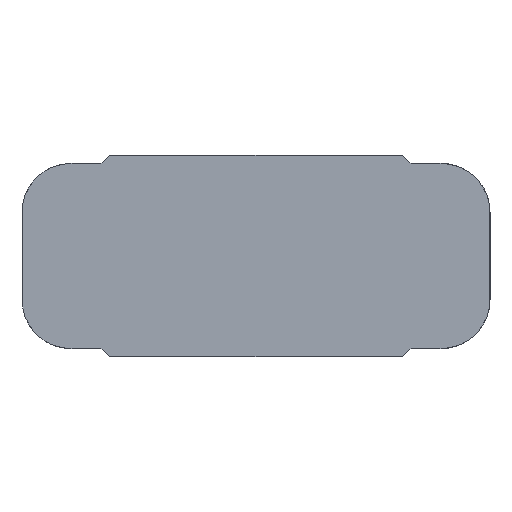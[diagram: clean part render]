
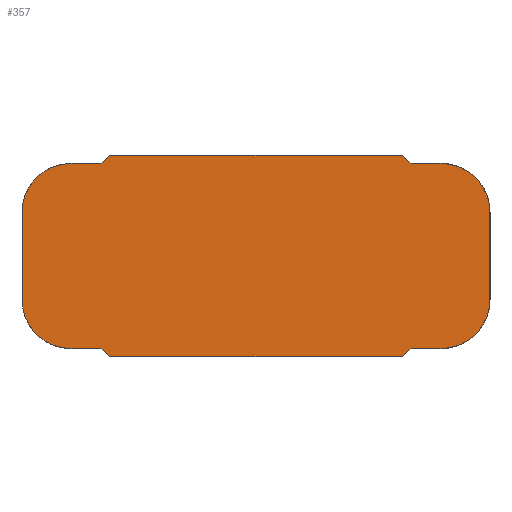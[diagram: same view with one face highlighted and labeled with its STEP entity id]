
A CAD part, front view. The second image highlights one B-rep face of the part: STEP entity #357.
In plain terms, the highlighted planar face has unit normal (0, -1, 0).
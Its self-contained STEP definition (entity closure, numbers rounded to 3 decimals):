
#1 = DIRECTION ( 'NONE',  ( 1., 0., 0. ) ) ;
#44 = LINE ( 'NONE', #1070, #1287 ) ;
#47 = EDGE_CURVE ( 'NONE', #1089, #402, #1491, .T. ) ;
#95 = CARTESIAN_POINT ( 'NONE',  ( -13.425, 0., -9.25 ) ) ;
#105 = VECTOR ( 'NONE', #968, 1000. ) ;
#118 = LINE ( 'NONE', #1549, #1496 ) ;
#142 = CARTESIAN_POINT ( 'NONE',  ( 17., 0., 4. ) ) ;
#143 = ORIENTED_EDGE ( 'NONE', *, *, #420, .T. ) ;
#150 = LINE ( 'NONE', #257, #878 ) ;
#154 = VERTEX_POINT ( 'NONE', #1589 ) ;
#162 = ORIENTED_EDGE ( 'NONE', *, *, #1432, .T. ) ;
#175 = CARTESIAN_POINT ( 'NONE',  ( -10.679, 0., 11.747 ) ) ;
#184 = ORIENTED_EDGE ( 'NONE', *, *, #854, .T. ) ;
#193 = EDGE_CURVE ( 'NONE', #402, #328, #1452, .T. ) ;
#200 = VECTOR ( 'NONE', #506, 1000. ) ;
#206 = LINE ( 'NONE', #1161, #1573 ) ;
#215 = VECTOR ( 'NONE', #919, 1000. ) ;
#219 = EDGE_CURVE ( 'NONE', #290, #1201, #630, .T. ) ;
#245 = DIRECTION ( 'NONE',  ( 1., 0., 0. ) ) ;
#252 = CARTESIAN_POINT ( 'NONE',  ( 21.5, 0., -4. ) ) ;
#257 = CARTESIAN_POINT ( 'NONE',  ( 0., 0., 9.25 ) ) ;
#259 = CARTESIAN_POINT ( 'NONE',  ( 13.425, 0., -9.25 ) ) ;
#261 = DIRECTION ( 'NONE',  ( 0., 0., 1. ) ) ;
#269 = CARTESIAN_POINT ( 'NONE',  ( 0., 0., 8.5 ) ) ;
#273 = VECTOR ( 'NONE', #1235, 1000. ) ;
#280 = FACE_OUTER_BOUND ( 'NONE', #917, .T. ) ;
#288 = VECTOR ( 'NONE', #767, 1000. ) ;
#290 = VERTEX_POINT ( 'NONE', #887 ) ;
#291 = CARTESIAN_POINT ( 'NONE',  ( 17., 0., -4. ) ) ;
#310 = DIRECTION ( 'NONE',  ( 0., -1., 0. ) ) ;
#322 = VECTOR ( 'NONE', #1086, 1000. ) ;
#327 = VERTEX_POINT ( 'NONE', #646 ) ;
#328 = VERTEX_POINT ( 'NONE', #1428 ) ;
#330 = CARTESIAN_POINT ( 'NONE',  ( 14.25, 0., -8.5 ) ) ;
#350 = EDGE_CURVE ( 'NONE', #154, #327, #537, .T. ) ;
#357 = ADVANCED_FACE ( 'NONE', ( #280 ), #1141, .F. ) ;
#378 = EDGE_CURVE ( 'NONE', #1355, #834, #1674, .T. ) ;
#402 = VERTEX_POINT ( 'NONE', #252 ) ;
#410 = ORIENTED_EDGE ( 'NONE', *, *, #1379, .T. ) ;
#415 = VERTEX_POINT ( 'NONE', #1148 ) ;
#420 = EDGE_CURVE ( 'NONE', #1078, #628, #118, .T. ) ;
#432 = AXIS2_PLACEMENT_3D ( 'NONE', #291, #795, #1319 ) ;
#455 = VERTEX_POINT ( 'NONE', #873 ) ;
#463 = LINE ( 'NONE', #471, #105 ) ;
#471 = CARTESIAN_POINT ( 'NONE',  ( 0., 0., -9.25 ) ) ;
#491 = CARTESIAN_POINT ( 'NONE',  ( 13.425, 0., 9.25 ) ) ;
#506 = DIRECTION ( 'NONE',  ( -0.74, 0., -0.673 ) ) ;
#537 = LINE ( 'NONE', #905, #215 ) ;
#550 = ORIENTED_EDGE ( 'NONE', *, *, #219, .F. ) ;
#573 = VECTOR ( 'NONE', #1645, 1000. ) ;
#575 = CARTESIAN_POINT ( 'NONE',  ( -17., 0., 4. ) ) ;
#584 = CARTESIAN_POINT ( 'NONE',  ( -21.5, 0., 4. ) ) ;
#628 = VERTEX_POINT ( 'NONE', #1646 ) ;
#630 = LINE ( 'NONE', #269, #288 ) ;
#636 = DIRECTION ( 'NONE',  ( 0., 1., 0. ) ) ;
#642 = CIRCLE ( 'NONE', #1352, 4.5 ) ;
#646 = CARTESIAN_POINT ( 'NONE',  ( -14.25, 0., 8.5 ) ) ;
#683 = DIRECTION ( 'NONE',  ( 0.74, 0., 0.673 ) ) ;
#706 = DIRECTION ( 'NONE',  ( 0., 0., 1. ) ) ;
#716 = EDGE_CURVE ( 'NONE', #1355, #328, #206, .T. ) ;
#738 = LINE ( 'NONE', #1380, #573 ) ;
#754 = CARTESIAN_POINT ( 'NONE',  ( 0., 0., 0. ) ) ;
#767 = DIRECTION ( 'NONE',  ( 1., 0., 0. ) ) ;
#795 = DIRECTION ( 'NONE',  ( 0., 1., 0. ) ) ;
#819 = ORIENTED_EDGE ( 'NONE', *, *, #1264, .F. ) ;
#823 = ORIENTED_EDGE ( 'NONE', *, *, #193, .F. ) ;
#829 = DIRECTION ( 'NONE',  ( 0., -1., 0. ) ) ;
#834 = VERTEX_POINT ( 'NONE', #259 ) ;
#847 = CARTESIAN_POINT ( 'NONE',  ( -17., 0., -4. ) ) ;
#850 = CARTESIAN_POINT ( 'NONE',  ( -13.425, 0., 9.25 ) ) ;
#854 = EDGE_CURVE ( 'NONE', #1089, #1201, #642, .T. ) ;
#873 = CARTESIAN_POINT ( 'NONE',  ( -14.25, 0., -8.5 ) ) ;
#878 = VECTOR ( 'NONE', #1, 1000. ) ;
#885 = DIRECTION ( 'NONE',  ( 0., -1., 0. ) ) ;
#887 = CARTESIAN_POINT ( 'NONE',  ( 14.25, 0., 8.5 ) ) ;
#905 = CARTESIAN_POINT ( 'NONE',  ( 0., 0., 8.5 ) ) ;
#917 = EDGE_LOOP ( 'NONE', ( #1484, #1301, #1583, #1623, #823, #1411, #184, #550, #1208, #819, #1105, #994, #410, #143, #162, #1156 ) ) ;
#919 = DIRECTION ( 'NONE',  ( 1., 0., 0. ) ) ;
#963 = LINE ( 'NONE', #1502, #273 ) ;
#968 = DIRECTION ( 'NONE',  ( 1., 0., 0. ) ) ;
#978 = DIRECTION ( 'NONE',  ( 0., 0., 1. ) ) ;
#994 = ORIENTED_EDGE ( 'NONE', *, *, #350, .F. ) ;
#1000 = EDGE_CURVE ( 'NONE', #327, #1510, #1327, .T. ) ;
#1002 = CIRCLE ( 'NONE', #1087, 4.5 ) ;
#1003 = EDGE_CURVE ( 'NONE', #290, #1129, #44, .T. ) ;
#1070 = CARTESIAN_POINT ( 'NONE',  ( 10.679, 0., 11.747 ) ) ;
#1078 = VERTEX_POINT ( 'NONE', #584 ) ;
#1086 = DIRECTION ( 'NONE',  ( 0., 0., -1. ) ) ;
#1087 = AXIS2_PLACEMENT_3D ( 'NONE', #847, #310, #978 ) ;
#1089 = VERTEX_POINT ( 'NONE', #1239 ) ;
#1099 = EDGE_CURVE ( 'NONE', #1222, #834, #463, .T. ) ;
#1105 = ORIENTED_EDGE ( 'NONE', *, *, #1000, .F. ) ;
#1109 = CARTESIAN_POINT ( 'NONE',  ( 17., 0., 8.5 ) ) ;
#1127 = EDGE_CURVE ( 'NONE', #415, #455, #738, .T. ) ;
#1129 = VERTEX_POINT ( 'NONE', #491 ) ;
#1141 = PLANE ( 'NONE',  #1207 ) ;
#1148 = CARTESIAN_POINT ( 'NONE',  ( -17., 0., -8.5 ) ) ;
#1156 = ORIENTED_EDGE ( 'NONE', *, *, #1127, .T. ) ;
#1161 = CARTESIAN_POINT ( 'NONE',  ( 0., 0., -8.5 ) ) ;
#1201 = VERTEX_POINT ( 'NONE', #1109 ) ;
#1207 = AXIS2_PLACEMENT_3D ( 'NONE', #754, #636, #261 ) ;
#1208 = ORIENTED_EDGE ( 'NONE', *, *, #1003, .T. ) ;
#1222 = VERTEX_POINT ( 'NONE', #95 ) ;
#1235 = DIRECTION ( 'NONE',  ( 0.74, 0., -0.673 ) ) ;
#1239 = CARTESIAN_POINT ( 'NONE',  ( 21.5, 0., 4. ) ) ;
#1264 = EDGE_CURVE ( 'NONE', #1510, #1129, #150, .T. ) ;
#1270 = CIRCLE ( 'NONE', #1405, 4.5 ) ;
#1287 = VECTOR ( 'NONE', #1597, 1000. ) ;
#1301 = ORIENTED_EDGE ( 'NONE', *, *, #1099, .T. ) ;
#1319 = DIRECTION ( 'NONE',  ( 0., 0., 1. ) ) ;
#1327 = LINE ( 'NONE', #175, #1397 ) ;
#1343 = CARTESIAN_POINT ( 'NONE',  ( 21.5, 0., 0. ) ) ;
#1352 = AXIS2_PLACEMENT_3D ( 'NONE', #142, #885, #1530 ) ;
#1355 = VERTEX_POINT ( 'NONE', #330 ) ;
#1379 = EDGE_CURVE ( 'NONE', #154, #1078, #1270, .T. ) ;
#1380 = CARTESIAN_POINT ( 'NONE',  ( 0., 0., -8.5 ) ) ;
#1397 = VECTOR ( 'NONE', #683, 1000. ) ;
#1405 = AXIS2_PLACEMENT_3D ( 'NONE', #575, #829, #706 ) ;
#1411 = ORIENTED_EDGE ( 'NONE', *, *, #47, .F. ) ;
#1419 = DIRECTION ( 'NONE',  ( 0., 0., -1. ) ) ;
#1428 = CARTESIAN_POINT ( 'NONE',  ( 17., 0., -8.5 ) ) ;
#1432 = EDGE_CURVE ( 'NONE', #628, #415, #1002, .T. ) ;
#1452 = CIRCLE ( 'NONE', #432, 4.5 ) ;
#1484 = ORIENTED_EDGE ( 'NONE', *, *, #1497, .T. ) ;
#1491 = LINE ( 'NONE', #1343, #322 ) ;
#1496 = VECTOR ( 'NONE', #1419, 1000. ) ;
#1497 = EDGE_CURVE ( 'NONE', #455, #1222, #963, .T. ) ;
#1502 = CARTESIAN_POINT ( 'NONE',  ( -10.679, 0., -11.747 ) ) ;
#1510 = VERTEX_POINT ( 'NONE', #850 ) ;
#1530 = DIRECTION ( 'NONE',  ( 0., 0., 1. ) ) ;
#1549 = CARTESIAN_POINT ( 'NONE',  ( -21.5, 0., 0. ) ) ;
#1573 = VECTOR ( 'NONE', #245, 1000. ) ;
#1583 = ORIENTED_EDGE ( 'NONE', *, *, #378, .F. ) ;
#1589 = CARTESIAN_POINT ( 'NONE',  ( -17., 0., 8.5 ) ) ;
#1597 = DIRECTION ( 'NONE',  ( -0.74, 0., 0.673 ) ) ;
#1623 = ORIENTED_EDGE ( 'NONE', *, *, #716, .T. ) ;
#1645 = DIRECTION ( 'NONE',  ( 1., 0., 0. ) ) ;
#1646 = CARTESIAN_POINT ( 'NONE',  ( -21.5, 0., -4. ) ) ;
#1660 = CARTESIAN_POINT ( 'NONE',  ( 10.679, 0., -11.747 ) ) ;
#1674 = LINE ( 'NONE', #1660, #200 ) ;
